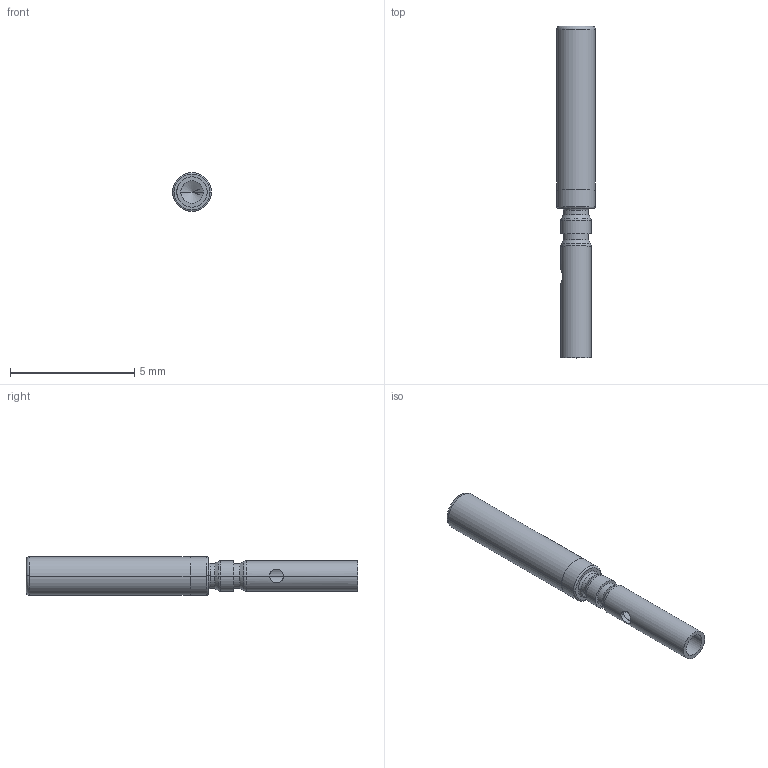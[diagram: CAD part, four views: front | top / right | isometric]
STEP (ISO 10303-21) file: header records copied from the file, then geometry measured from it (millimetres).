
FILE_DESCRIPTION((''),'2;1');
FILE_NAME('00170410002','2020-01-20T',('presta_be4'),(''),'CREO PARAMETRIC BY PTC INC, 2018360','CREO PARAMETRIC BY PTC INC, 2018360','');
FILE_SCHEMA(('CONFIG_CONTROL_DESIGN'));
Length unit declared in the file: millimetre
Products named in the file (1): 00170410002
Bounding box: 1.57 x 13.36 x 1.57 mm (x, y, z)
Volume: 15.7 mm3; surface area: 85.8 mm2
Topology: 1 solids, 1 shells, 43 faces, 92 edges, 50 vertices
Faces by surface type: cylinder 18, torus 10, cone 10, plane 5
Entity records: 1214 total; most frequent: CARTESIAN_POINT 233, DIRECTION 224, ORIENTED_EDGE 176, AXIS2_PLACEMENT_3D 97, EDGE_CURVE 88, CIRCLE 54, VERTEX_POINT 50, EDGE_LOOP 48
